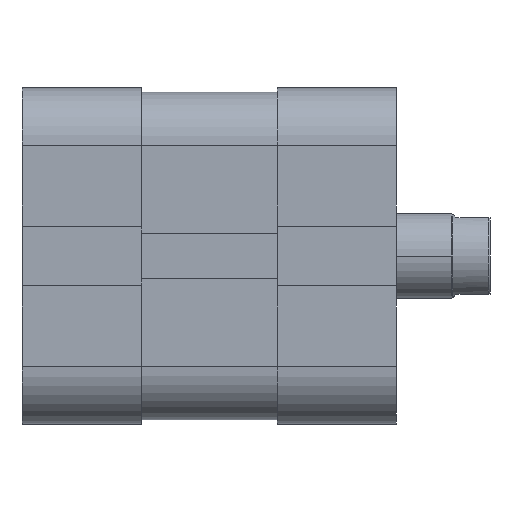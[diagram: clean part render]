
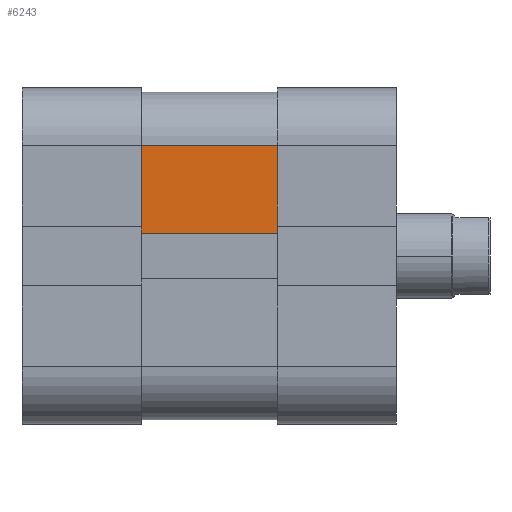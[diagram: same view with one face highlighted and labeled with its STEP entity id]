
A CAD part, front view. The second image highlights one B-rep face of the part: STEP entity #6243.
In plain terms, the highlighted face is planar.
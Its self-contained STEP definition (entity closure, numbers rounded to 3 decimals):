
#697 = LINE ( 'NONE', #1363, #698 ) ;
#698 = VECTOR ( 'NONE', #1364, 1000. ) ;
#752 = LINE ( 'NONE', #1455, #758 ) ;
#758 = VECTOR ( 'NONE', #1456, 1000. ) ;
#787 = LINE ( 'NONE', #1501, #788 ) ;
#788 = VECTOR ( 'NONE', #1502, 1000. ) ;
#819 = LINE ( 'NONE', #1564, #825 ) ;
#825 = VECTOR ( 'NONE', #1565, 1000. ) ;
#1363 = CARTESIAN_POINT ( 'NONE',  ( 38.5, 32.25, 0. ) ) ;
#1364 = DIRECTION ( 'NONE',  ( 0., 1., 0. ) ) ;
#1455 = CARTESIAN_POINT ( 'NONE',  ( 38.5, 6.25, -16. ) ) ;
#1456 = DIRECTION ( 'NONE',  ( 0., 0., 1. ) ) ;
#1501 = CARTESIAN_POINT ( 'NONE',  ( 38.5, 16.55, -16. ) ) ;
#1502 = DIRECTION ( 'NONE',  ( 0., 0., 1. ) ) ;
#1564 = CARTESIAN_POINT ( 'NONE',  ( 38.5, 32.25, -16. ) ) ;
#1565 = DIRECTION ( 'NONE',  ( 0., 1., 0. ) ) ;
#1868 = CARTESIAN_POINT ( 'NONE',  ( 38.5, 6.25, -16. ) ) ;
#1872 = CARTESIAN_POINT ( 'NONE',  ( 38.5, 6.25, 0. ) ) ;
#2054 = CARTESIAN_POINT ( 'NONE',  ( 38.5, 16.55, 0. ) ) ;
#2073 = CARTESIAN_POINT ( 'NONE',  ( 38.5, 16.55, -16. ) ) ;
#2959 = PLANE ( 'NONE',  #3991 ) ;
#2962 = CARTESIAN_POINT ( 'NONE',  ( 38.5, 32.25, -16. ) ) ;
#2971 = DIRECTION ( 'NONE',  ( 1., 0., 0. ) ) ;
#2972 = DIRECTION ( 'NONE',  ( 0., 0., -1. ) ) ;
#3331 = FACE_OUTER_BOUND ( 'NONE', #6352, .T. ) ;
#3991 = AXIS2_PLACEMENT_3D ( 'NONE', #2962, #2971, #2972 ) ;
#5111 = EDGE_CURVE ( 'NONE', #5713, #5913, #697, .T. ) ;
#5149 = EDGE_CURVE ( 'NONE', #5709, #5713, #752, .T. ) ;
#5167 = EDGE_CURVE ( 'NONE', #5935, #5913, #787, .T. ) ;
#5192 = EDGE_CURVE ( 'NONE', #5709, #5935, #819, .T. ) ;
#5506 = ORIENTED_EDGE ( 'NONE', *, *, #5192, .T. ) ;
#5709 = VERTEX_POINT ( 'NONE', #1868 ) ;
#5713 = VERTEX_POINT ( 'NONE', #1872 ) ;
#5913 = VERTEX_POINT ( 'NONE', #2054 ) ;
#5935 = VERTEX_POINT ( 'NONE', #2073 ) ;
#6243 = ADVANCED_FACE ( 'NONE', ( #3331 ), #2959, .T. ) ;
#6352 = EDGE_LOOP ( 'NONE', ( #7259, #7048, #7047, #5506 ) ) ;
#7047 = ORIENTED_EDGE ( 'NONE', *, *, #5149, .F. ) ;
#7048 = ORIENTED_EDGE ( 'NONE', *, *, #5111, .F. ) ;
#7259 = ORIENTED_EDGE ( 'NONE', *, *, #5167, .T. ) ;
